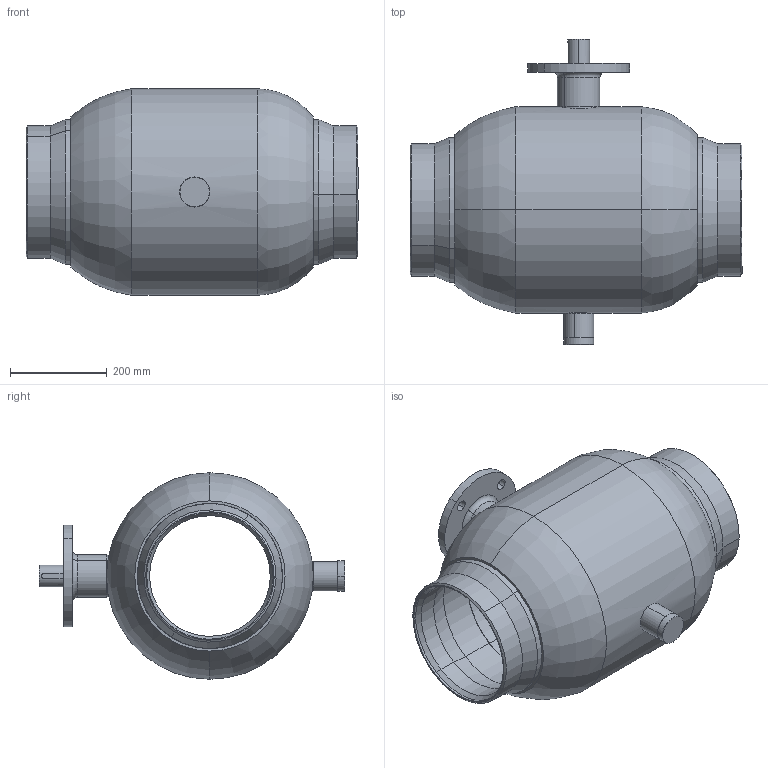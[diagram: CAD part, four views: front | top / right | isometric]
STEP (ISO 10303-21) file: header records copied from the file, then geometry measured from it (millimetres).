
FILE_DESCRIPTION (( 'STEP AP214' ), '1' );
FILE_NAME ('通径DN250焊接球阀-蜗轮盘.STEP', '2026-01-29T08:34:29', ( '' ), ( '' ), 'SwSTEP 2.0', 'SolidWorks 2022', '' );
FILE_SCHEMA (( 'AUTOMOTIVE_DESIGN' ));
Length unit declared in the file: millimetre
Products named in the file (7): 陔蜊Q61F-300-3概裝 -; Q61F-300-5粣杶; Q61F-300-1概极樓馱; Q61F-300-22狟揤裔; 250籵噤諉; 通径DN250焊接球阀-蜗轮盘; Q61F-300-19苤粣杶
Assembly tree (7 placements, depth 2):
  通径DN250焊接球阀-蜗轮盘
    Q61F-300-1概极樓馱
    Q61F-300-22狟揤裔
    Q61F-300-19苤粣杶
    Q61F-300-5粣杶
    250籵噤諉  x2
    陔蜊Q61F-300-3概裝 -
Bounding box: 685 x 630 x 426 mm (x, y, z)
Volume: 11957645.7 mm3; surface area: 2256566.5 mm2
Topology: 7 solids, 7 shells, 205 faces, 433 edges, 268 vertices
Faces by surface type: cylinder 105, plane 52, cone 36, torus 12
Entity records: 6187 total; most frequent: CARTESIAN_POINT 1406, DIRECTION 955, ORIENTED_EDGE 758, AXIS2_PLACEMENT_3D 403, EDGE_CURVE 379, VERTEX_POINT 238, EDGE_LOOP 223, CIRCLE 215
